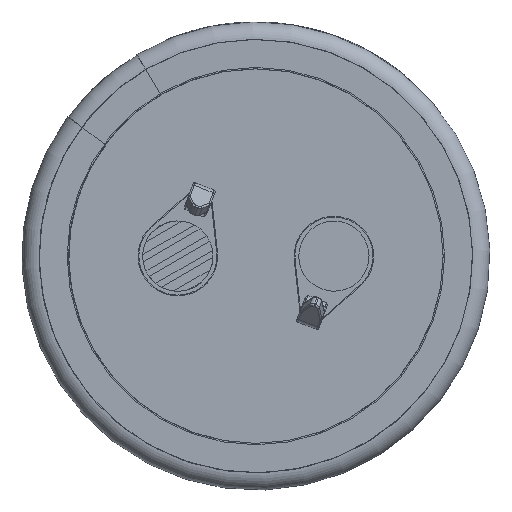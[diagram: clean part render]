
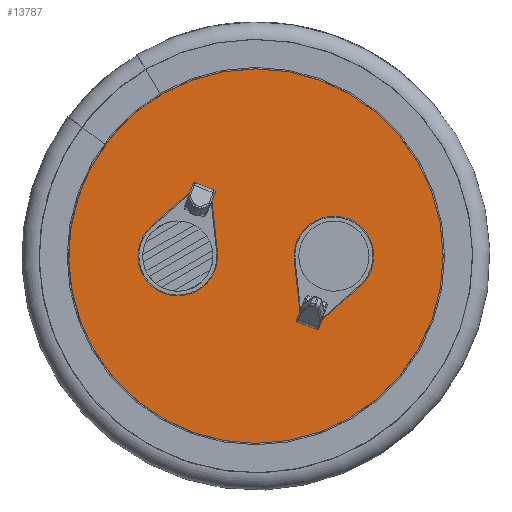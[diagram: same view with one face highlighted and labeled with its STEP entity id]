
A CAD part, front view. The second image highlights one B-rep face of the part: STEP entity #13787.
In plain terms, the highlighted planar face has unit normal (0, -1, 0).
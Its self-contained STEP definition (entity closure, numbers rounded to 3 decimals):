
#878=LINE('',#17777,#1516);
#879=LINE('',#17780,#1517);
#880=LINE('',#17782,#1518);
#881=LINE('',#17785,#1519);
#882=LINE('',#17788,#1520);
#883=LINE('',#17790,#1521);
#1516=VECTOR('',#15390,1000.);
#1517=VECTOR('',#15391,1000.);
#1518=VECTOR('',#15392,1000.);
#1519=VECTOR('',#15395,1000.);
#1520=VECTOR('',#15396,1000.);
#1521=VECTOR('',#15397,1000.);
#2201=ORIENTED_EDGE('',*,*,#5122,.T.);
#2202=ORIENTED_EDGE('',*,*,#5123,.F.);
#2203=ORIENTED_EDGE('',*,*,#5124,.F.);
#2204=ORIENTED_EDGE('',*,*,#5125,.F.);
#2205=ORIENTED_EDGE('',*,*,#5126,.F.);
#2206=ORIENTED_EDGE('',*,*,#5127,.T.);
#2207=ORIENTED_EDGE('',*,*,#5128,.T.);
#2208=ORIENTED_EDGE('',*,*,#5129,.T.);
#2209=ORIENTED_EDGE('',*,*,#5130,.T.);
#5122=EDGE_CURVE('',#6578,#6578,#7499,.T.);
#5123=EDGE_CURVE('',#6579,#6580,#878,.T.);
#5124=EDGE_CURVE('',#6581,#6579,#879,.T.);
#5125=EDGE_CURVE('',#6582,#6581,#880,.T.);
#5126=EDGE_CURVE('',#6580,#6582,#7500,.T.);
#5127=EDGE_CURVE('',#6583,#6584,#881,.T.);
#5128=EDGE_CURVE('',#6584,#6585,#882,.T.);
#5129=EDGE_CURVE('',#6585,#6586,#883,.T.);
#5130=EDGE_CURVE('',#6586,#6583,#7501,.T.);
#6578=VERTEX_POINT('',#17776);
#6579=VERTEX_POINT('',#17778);
#6580=VERTEX_POINT('',#17779);
#6581=VERTEX_POINT('',#17781);
#6582=VERTEX_POINT('',#17783);
#6583=VERTEX_POINT('',#17786);
#6584=VERTEX_POINT('',#17787);
#6585=VERTEX_POINT('',#17789);
#6586=VERTEX_POINT('',#17791);
#7499=CIRCLE('',#14439,12.09);
#7500=CIRCLE('',#14440,2.55);
#7501=CIRCLE('',#14441,2.55);
#7862=EDGE_LOOP('',(#2201));
#7863=EDGE_LOOP('',(#2202,#2203,#2204,#2205));
#7864=EDGE_LOOP('',(#2206,#2207,#2208,#2209));
#8575=FACE_BOUND('',#7862,.T.);
#8576=FACE_BOUND('',#7863,.T.);
#8577=FACE_BOUND('',#7864,.T.);
#9282=PLANE('',#14438);
#13787=ADVANCED_FACE('',(#8575,#8576,#8577),#9282,.T.);
#14438=AXIS2_PLACEMENT_3D('',#17774,#15386,#15387);
#14439=AXIS2_PLACEMENT_3D('',#17775,#15388,#15389);
#14440=AXIS2_PLACEMENT_3D('',#17784,#15393,#15394);
#14441=AXIS2_PLACEMENT_3D('',#17792,#15398,#15399);
#15386=DIRECTION('',(0.,-1.,0.));
#15387=DIRECTION('',(0.,0.,-1.));
#15388=DIRECTION('',(0.,-1.,0.));
#15389=DIRECTION('',(0.,0.,-1.));
#15390=DIRECTION('',(-0.748,0.,-0.664));
#15391=DIRECTION('',(-0.933,0.,0.36));
#15392=DIRECTION('',(-0.108,0.,0.994));
#15393=DIRECTION('',(0.,-1.,0.));
#15394=DIRECTION('',(0.,0.,1.));
#15395=DIRECTION('',(-0.748,0.,-0.664));
#15396=DIRECTION('',(-0.933,0.,0.36));
#15397=DIRECTION('',(-0.108,0.,0.994));
#15398=DIRECTION('',(0.,1.,0.));
#15399=DIRECTION('',(0.,0.,-1.));
#17774=CARTESIAN_POINT('',(0.,0.,0.));
#17775=CARTESIAN_POINT('',(0.,0.,0.));
#17776=CARTESIAN_POINT('',(0.,0.,-12.09));
#17777=CARTESIAN_POINT('',(-4.27,0.,4.059));
#17778=CARTESIAN_POINT('',(-4.27,0.,4.059));
#17779=CARTESIAN_POINT('',(-6.694,0.,1.906));
#17780=CARTESIAN_POINT('',(-2.814,0.,3.497));
#17781=CARTESIAN_POINT('',(-2.814,0.,3.497));
#17782=CARTESIAN_POINT('',(-2.465,0.,0.274));
#17783=CARTESIAN_POINT('',(-2.465,0.,0.274));
#17784=CARTESIAN_POINT('',(-5.,0.,0.));
#17785=CARTESIAN_POINT('',(6.694,0.,-1.906));
#17786=CARTESIAN_POINT('',(6.694,0.,-1.906));
#17787=CARTESIAN_POINT('',(4.27,0.,-4.059));
#17788=CARTESIAN_POINT('',(4.27,0.,-4.059));
#17789=CARTESIAN_POINT('',(2.814,0.,-3.497));
#17790=CARTESIAN_POINT('',(2.814,0.,-3.497));
#17791=CARTESIAN_POINT('',(2.465,0.,-0.274));
#17792=CARTESIAN_POINT('',(5.,0.,0.));
